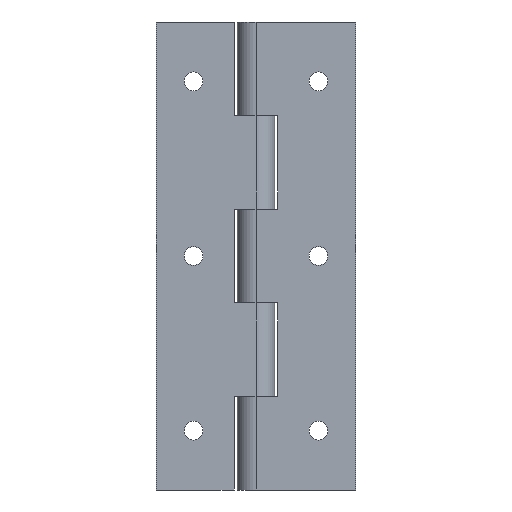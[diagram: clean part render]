
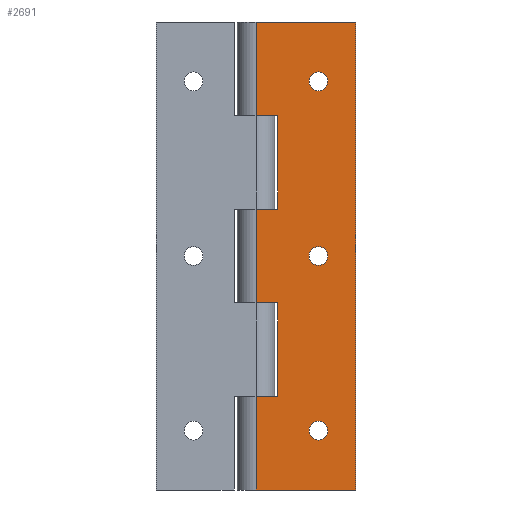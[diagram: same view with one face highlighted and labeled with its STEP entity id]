
A CAD part, front view. The second image highlights one B-rep face of the part: STEP entity #2691.
In plain terms, the highlighted planar face has unit normal (0, -1, 0).
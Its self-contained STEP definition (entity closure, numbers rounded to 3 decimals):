
#19 = VERTEX_POINT ( 'NONE', #682 ) ;
#25 = VERTEX_POINT ( 'NONE', #673 ) ;
#30 = EDGE_CURVE ( 'NONE', #25, #19, #668, .T. ) ;
#109 = VERTEX_POINT ( 'NONE', #796 ) ;
#122 = VERTEX_POINT ( 'NONE', #843 ) ;
#124 = VERTEX_POINT ( 'NONE', #842 ) ;
#450 = EDGE_CURVE ( 'NONE', #124, #122, #1393, .T. ) ;
#494 = EDGE_CURVE ( 'NONE', #495, #498, #1493, .T. ) ;
#495 = VERTEX_POINT ( 'NONE', #1488 ) ;
#498 = VERTEX_POINT ( 'NONE', #1483 ) ;
#505 = VERTEX_POINT ( 'NONE', #1536 ) ;
#514 = VERTEX_POINT ( 'NONE', #1518 ) ;
#530 = EDGE_CURVE ( 'NONE', #535, #2665, #1553, .T. ) ;
#535 = VERTEX_POINT ( 'NONE', #1602 ) ;
#538 = EDGE_CURVE ( 'NONE', #514, #535, #1601, .T. ) ;
#545 = VERTEX_POINT ( 'NONE', #1583 ) ;
#567 = EDGE_CURVE ( 'NONE', #505, #583, #1659, .T. ) ;
#583 = VERTEX_POINT ( 'NONE', #1691 ) ;
#586 = EDGE_CURVE ( 'NONE', #514, #109, #1690, .T. ) ;
#615 = VERTEX_POINT ( 'NONE', #1758 ) ;
#621 = EDGE_CURVE ( 'NONE', #615, #545, #1752, .T. ) ;
#660 = DIRECTION ( 'NONE',  ( 0., 0., 1. ) ) ;
#661 = DIRECTION ( 'NONE',  ( 0., 1., 0. ) ) ;
#662 = CARTESIAN_POINT ( 'NONE',  ( 10., -3., -28. ) ) ;
#663 = AXIS2_PLACEMENT_3D ( 'NONE', #662, #661, #660 ) ;
#668 = CIRCLE ( 'NONE', #663, 1.5 ) ;
#673 = CARTESIAN_POINT ( 'NONE',  ( 10., -3., -29.5 ) ) ;
#682 = CARTESIAN_POINT ( 'NONE',  ( 10., -3., -26.5 ) ) ;
#796 = CARTESIAN_POINT ( 'NONE',  ( 16., -3., 37.5 ) ) ;
#842 = CARTESIAN_POINT ( 'NONE',  ( 10., -3., -1.5 ) ) ;
#843 = CARTESIAN_POINT ( 'NONE',  ( 10., -3., 1.5 ) ) ;
#1390 = DIRECTION ( 'NONE',  ( 0., 1., 0. ) ) ;
#1391 = CARTESIAN_POINT ( 'NONE',  ( 10., -3., 0. ) ) ;
#1392 = AXIS2_PLACEMENT_3D ( 'NONE', #1391, #1390, #1449 ) ;
#1393 = CIRCLE ( 'NONE', #1392, 1.5 ) ;
#1449 = DIRECTION ( 'NONE',  ( 0., 0., 1. ) ) ;
#1483 = CARTESIAN_POINT ( 'NONE',  ( 10., -3., 29.5 ) ) ;
#1488 = CARTESIAN_POINT ( 'NONE',  ( 10., -3., 26.5 ) ) ;
#1489 = DIRECTION ( 'NONE',  ( 0., 0., 1. ) ) ;
#1490 = DIRECTION ( 'NONE',  ( 0., 1., 0. ) ) ;
#1491 = CARTESIAN_POINT ( 'NONE',  ( 10., -3., 28. ) ) ;
#1492 = AXIS2_PLACEMENT_3D ( 'NONE', #1491, #1490, #1489 ) ;
#1493 = CIRCLE ( 'NONE', #1492, 1.5 ) ;
#1518 = CARTESIAN_POINT ( 'NONE',  ( 0., -3., 37.5 ) ) ;
#1536 = CARTESIAN_POINT ( 'NONE',  ( 0., -3., -22.53 ) ) ;
#1550 = DIRECTION ( 'NONE',  ( 1., 0., 0. ) ) ;
#1551 = VECTOR ( 'NONE', #1550, 1000. ) ;
#1552 = CARTESIAN_POINT ( 'NONE',  ( 0., -3., 22.53 ) ) ;
#1553 = LINE ( 'NONE', #1552, #1551 ) ;
#1583 = CARTESIAN_POINT ( 'NONE',  ( 0., -3., -7.51 ) ) ;
#1598 = DIRECTION ( 'NONE',  ( 0., 0., -1. ) ) ;
#1599 = VECTOR ( 'NONE', #1598, 1000. ) ;
#1600 = CARTESIAN_POINT ( 'NONE',  ( 0., -3., 37.5 ) ) ;
#1601 = LINE ( 'NONE', #1600, #1599 ) ;
#1602 = CARTESIAN_POINT ( 'NONE',  ( 0., -3., 22.53 ) ) ;
#1656 = DIRECTION ( 'NONE',  ( 0., 0., -1. ) ) ;
#1657 = VECTOR ( 'NONE', #1656, 1000. ) ;
#1658 = CARTESIAN_POINT ( 'NONE',  ( 0., -3., 37.5 ) ) ;
#1659 = LINE ( 'NONE', #1658, #1657 ) ;
#1687 = DIRECTION ( 'NONE',  ( 1., 0., 0. ) ) ;
#1688 = VECTOR ( 'NONE', #1687, 1000. ) ;
#1689 = CARTESIAN_POINT ( 'NONE',  ( 0., -3., 37.5 ) ) ;
#1690 = LINE ( 'NONE', #1689, #1688 ) ;
#1691 = CARTESIAN_POINT ( 'NONE',  ( 0., -3., -37.5 ) ) ;
#1749 = DIRECTION ( 'NONE',  ( 0., 0., -1. ) ) ;
#1750 = VECTOR ( 'NONE', #1749, 1000. ) ;
#1751 = CARTESIAN_POINT ( 'NONE',  ( 0., -3., 37.5 ) ) ;
#1752 = LINE ( 'NONE', #1751, #1750 ) ;
#1758 = CARTESIAN_POINT ( 'NONE',  ( 0., -3., 7.51 ) ) ;
#1841 = DIRECTION ( 'NONE',  ( 1., 0., 0. ) ) ;
#1842 = VECTOR ( 'NONE', #1841, 1000. ) ;
#1843 = CARTESIAN_POINT ( 'NONE',  ( 0., -3., -7.51 ) ) ;
#1844 = LINE ( 'NONE', #1843, #1842 ) ;
#1845 = CARTESIAN_POINT ( 'NONE',  ( 3.5, -3., -7.51 ) ) ;
#1846 = DIRECTION ( 'NONE',  ( 0., 0., 1. ) ) ;
#1847 = DIRECTION ( 'NONE',  ( 0., 1., 0. ) ) ;
#1848 = CARTESIAN_POINT ( 'NONE',  ( 10., -3., 0. ) ) ;
#1849 = AXIS2_PLACEMENT_3D ( 'NONE', #1848, #1847, #1846 ) ;
#1850 = CIRCLE ( 'NONE', #1849, 1.5 ) ;
#1857 = DIRECTION ( 'NONE',  ( -1., 0., 0. ) ) ;
#1858 = VECTOR ( 'NONE', #1857, 1000. ) ;
#1859 = CARTESIAN_POINT ( 'NONE',  ( 0., -3., -22.53 ) ) ;
#1860 = LINE ( 'NONE', #1859, #1858 ) ;
#1861 = DIRECTION ( 'NONE',  ( 0., 0., -1. ) ) ;
#1862 = VECTOR ( 'NONE', #1861, 1000. ) ;
#1863 = CARTESIAN_POINT ( 'NONE',  ( 16., -3., 37.5 ) ) ;
#1864 = LINE ( 'NONE', #1863, #1862 ) ;
#1870 = DIRECTION ( 'NONE',  ( -1., 0., 0. ) ) ;
#1871 = VECTOR ( 'NONE', #1870, 1000. ) ;
#1872 = CARTESIAN_POINT ( 'NONE',  ( 0., -3., 7.51 ) ) ;
#1873 = LINE ( 'NONE', #1872, #1871 ) ;
#1879 = CARTESIAN_POINT ( 'NONE',  ( 16., -3., -37.5 ) ) ;
#1880 = DIRECTION ( 'NONE',  ( 1., 0., 0. ) ) ;
#1881 = VECTOR ( 'NONE', #1880, 1000. ) ;
#1882 = CARTESIAN_POINT ( 'NONE',  ( 0., -3., -37.5 ) ) ;
#1883 = LINE ( 'NONE', #1882, #1881 ) ;
#1884 = DIRECTION ( 'NONE',  ( 0., 0., 1. ) ) ;
#1885 = DIRECTION ( 'NONE',  ( 0., 1., 0. ) ) ;
#1886 = CARTESIAN_POINT ( 'NONE',  ( 10., -3., -28. ) ) ;
#1887 = AXIS2_PLACEMENT_3D ( 'NONE', #1886, #1885, #1884 ) ;
#1888 = CIRCLE ( 'NONE', #1887, 1.5 ) ;
#1889 = DIRECTION ( 'NONE',  ( 0., 0., 1. ) ) ;
#1890 = DIRECTION ( 'NONE',  ( 0., 1., 0. ) ) ;
#1891 = CARTESIAN_POINT ( 'NONE',  ( 10., -3., 28. ) ) ;
#1892 = AXIS2_PLACEMENT_3D ( 'NONE', #1891, #1890, #1889 ) ;
#1893 = CIRCLE ( 'NONE', #1892, 1.5 ) ;
#1924 = DIRECTION ( 'NONE',  ( 0., 0., -1. ) ) ;
#1925 = VECTOR ( 'NONE', #1924, 1000. ) ;
#1926 = CARTESIAN_POINT ( 'NONE',  ( 3.5, -3., 37.5 ) ) ;
#1927 = LINE ( 'NONE', #1926, #1925 ) ;
#1928 = CARTESIAN_POINT ( 'NONE',  ( 3.5, -3., 7.51 ) ) ;
#1929 = CARTESIAN_POINT ( 'NONE',  ( 3.5, -3., 22.53 ) ) ;
#1936 = DIRECTION ( 'NONE',  ( 0., 0., -1. ) ) ;
#1937 = VECTOR ( 'NONE', #1936, 1000. ) ;
#1938 = CARTESIAN_POINT ( 'NONE',  ( 3.5, -3., 37.5 ) ) ;
#1939 = LINE ( 'NONE', #1938, #1937 ) ;
#1944 = CARTESIAN_POINT ( 'NONE',  ( 3.5, -3., -22.53 ) ) ;
#1945 = DIRECTION ( 'NONE',  ( -1., 0., 0. ) ) ;
#1946 = DIRECTION ( 'NONE',  ( 0., 1., 0. ) ) ;
#1947 = CARTESIAN_POINT ( 'NONE',  ( 0., -3., 37.5 ) ) ;
#1948 = AXIS2_PLACEMENT_3D ( 'NONE', #1947, #1946, #1945 ) ;
#1949 = PLANE ( 'NONE',  #1948 ) ;
#1950 = FACE_OUTER_BOUND ( 'NONE', #2651, .T. ) ;
#1951 = FACE_BOUND ( 'NONE', #2630, .T. ) ;
#1952 = FACE_BOUND ( 'NONE', #2655, .T. ) ;
#1953 = FACE_BOUND ( 'NONE', #2685, .T. ) ;
#2625 = EDGE_CURVE ( 'NONE', #109, #2658, #1864, .T. ) ;
#2626 = ORIENTED_EDGE ( 'NONE', *, *, #2625, .F. ) ;
#2627 = ORIENTED_EDGE ( 'NONE', *, *, #2637, .T. ) ;
#2628 = EDGE_CURVE ( 'NONE', #2696, #505, #1860, .T. ) ;
#2629 = ORIENTED_EDGE ( 'NONE', *, *, #2628, .T. ) ;
#2630 = EDGE_LOOP ( 'NONE', ( #2704, #2648 ) ) ;
#2632 = ORIENTED_EDGE ( 'NONE', *, *, #450, .T. ) ;
#2637 = EDGE_CURVE ( 'NONE', #122, #124, #1850, .T. ) ;
#2639 = VERTEX_POINT ( 'NONE', #1845 ) ;
#2640 = EDGE_CURVE ( 'NONE', #545, #2639, #1844, .T. ) ;
#2642 = ORIENTED_EDGE ( 'NONE', *, *, #2640, .T. ) ;
#2643 = ORIENTED_EDGE ( 'NONE', *, *, #2668, .T. ) ;
#2648 = ORIENTED_EDGE ( 'NONE', *, *, #494, .T. ) ;
#2650 = EDGE_CURVE ( 'NONE', #498, #495, #1893, .T. ) ;
#2651 = EDGE_LOOP ( 'NONE', ( #2643, #2662, #2694, #2642, #2705, #2629, #2669, #2672, #2626, #2676, #2677, #2702 ) ) ;
#2652 = EDGE_CURVE ( 'NONE', #19, #25, #1888, .T. ) ;
#2653 = ORIENTED_EDGE ( 'NONE', *, *, #30, .T. ) ;
#2654 = ORIENTED_EDGE ( 'NONE', *, *, #2652, .T. ) ;
#2655 = EDGE_LOOP ( 'NONE', ( #2627, #2632 ) ) ;
#2657 = EDGE_CURVE ( 'NONE', #583, #2658, #1883, .T. ) ;
#2658 = VERTEX_POINT ( 'NONE', #1879 ) ;
#2661 = EDGE_CURVE ( 'NONE', #2666, #615, #1873, .T. ) ;
#2662 = ORIENTED_EDGE ( 'NONE', *, *, #2661, .T. ) ;
#2665 = VERTEX_POINT ( 'NONE', #1929 ) ;
#2666 = VERTEX_POINT ( 'NONE', #1928 ) ;
#2668 = EDGE_CURVE ( 'NONE', #2665, #2666, #1927, .T. ) ;
#2669 = ORIENTED_EDGE ( 'NONE', *, *, #567, .T. ) ;
#2672 = ORIENTED_EDGE ( 'NONE', *, *, #2657, .T. ) ;
#2676 = ORIENTED_EDGE ( 'NONE', *, *, #586, .F. ) ;
#2677 = ORIENTED_EDGE ( 'NONE', *, *, #538, .T. ) ;
#2685 = EDGE_LOOP ( 'NONE', ( #2654, #2653 ) ) ;
#2691 = ADVANCED_FACE ( 'NONE', ( #1953, #1952, #1951, #1950 ), #1949, .F. ) ;
#2694 = ORIENTED_EDGE ( 'NONE', *, *, #621, .T. ) ;
#2696 = VERTEX_POINT ( 'NONE', #1944 ) ;
#2701 = EDGE_CURVE ( 'NONE', #2639, #2696, #1939, .T. ) ;
#2702 = ORIENTED_EDGE ( 'NONE', *, *, #530, .T. ) ;
#2704 = ORIENTED_EDGE ( 'NONE', *, *, #2650, .T. ) ;
#2705 = ORIENTED_EDGE ( 'NONE', *, *, #2701, .T. ) ;
